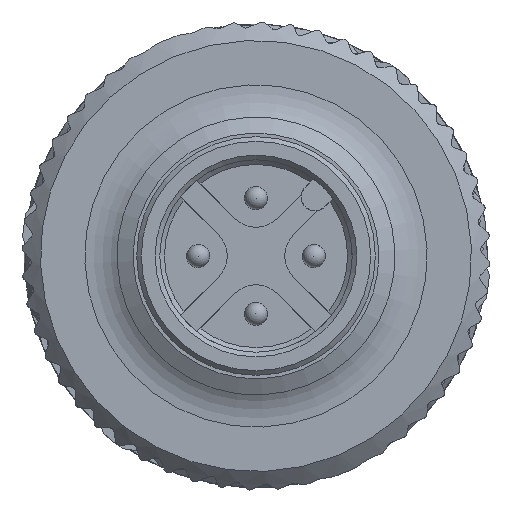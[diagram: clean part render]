
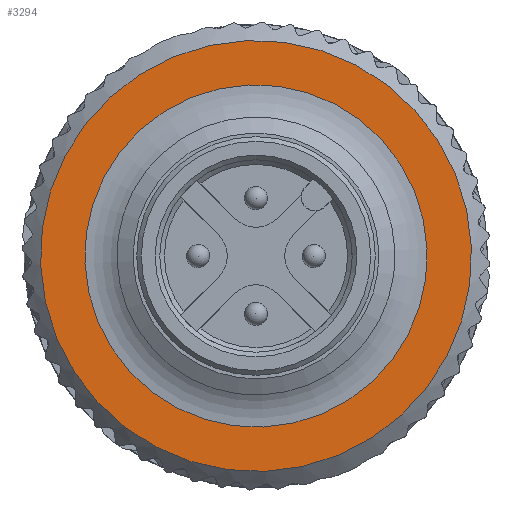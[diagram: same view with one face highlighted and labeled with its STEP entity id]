
A CAD part, left-side view. The second image highlights one B-rep face of the part: STEP entity #3294.
In plain terms, the highlighted planar face has unit normal (-1, 0, 0).
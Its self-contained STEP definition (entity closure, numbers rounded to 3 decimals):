
#2916=PLANE('',#11814);
#3294=ADVANCED_FACE('',(#4131,#4132),#2916,.T.);
#4131=FACE_BOUND('',#4221,.T.);
#4132=FACE_BOUND('',#4222,.T.);
#4221=EDGE_LOOP('',(#5321));
#4222=EDGE_LOOP('',(#5322));
#5321=ORIENTED_EDGE('',*,*,#9972,.T.);
#5322=ORIENTED_EDGE('',*,*,#9738,.T.);
#8567=VERTEX_POINT('',#17994);
#8783=VERTEX_POINT('',#18495);
#9738=EDGE_CURVE('',#8567,#8567,#11276,.T.);
#9972=EDGE_CURVE('',#8783,#8783,#11382,.T.);
#11276=CIRCLE('',#11689,9.3);
#11382=CIRCLE('',#11813,7.387);
#11689=AXIS2_PLACEMENT_3D('',#17993,#12751,#12752);
#11813=AXIS2_PLACEMENT_3D('',#18494,#13116,#13117);
#11814=AXIS2_PLACEMENT_3D('',#18496,#13118,#13119);
#12751=DIRECTION('',(-1.,0.,0.));
#12752=DIRECTION('',(0.,0.924,-0.382));
#13116=DIRECTION('',(1.,0.,0.));
#13117=DIRECTION('',(0.,0.924,-0.382));
#13118=DIRECTION('',(-1.,0.,0.));
#13119=DIRECTION('',(0.,-0.924,0.382));
#17993=CARTESIAN_POINT('',(-9.,0.,0.));
#17994=CARTESIAN_POINT('',(-9.,8.595,-3.551));
#18494=CARTESIAN_POINT('',(-9.,0.,0.));
#18495=CARTESIAN_POINT('',(-9.,6.827,-2.821));
#18496=CARTESIAN_POINT('',(-9.,0.,0.));
